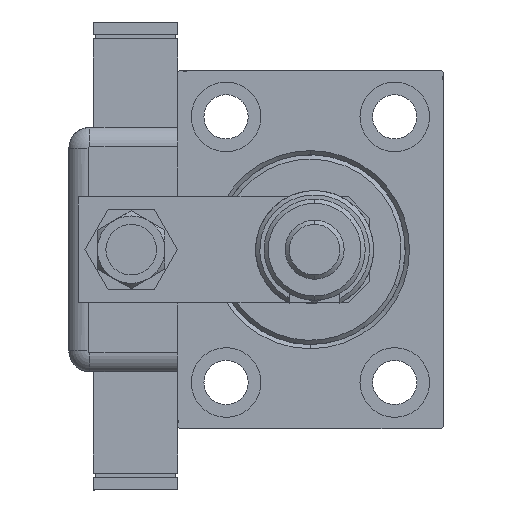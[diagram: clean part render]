
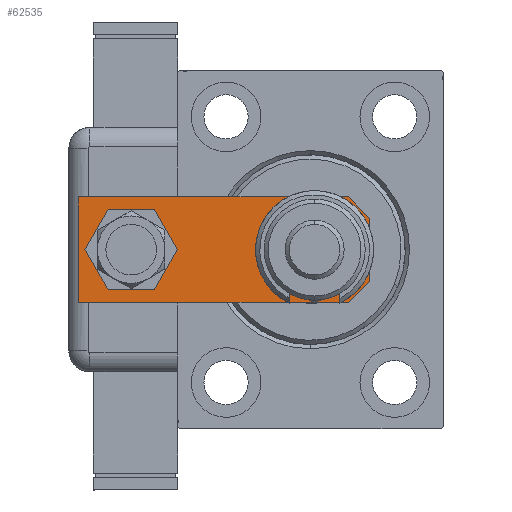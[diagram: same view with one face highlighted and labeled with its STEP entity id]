
A CAD part, left-side view. The second image highlights one B-rep face of the part: STEP entity #62535.
In plain terms, the highlighted face is planar.
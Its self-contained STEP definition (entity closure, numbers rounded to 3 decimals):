
#330 = DIRECTION ( 'NONE',  ( -1., 0., 0. ) ) ;
#457 = DIRECTION ( 'NONE',  ( 0., 0., 1. ) ) ;
#559 = VERTEX_POINT ( 'NONE', #13148 ) ;
#831 = DIRECTION ( 'NONE',  ( 0., -1., 0. ) ) ;
#1695 = VERTEX_POINT ( 'NONE', #15264 ) ;
#2377 = CIRCLE ( 'NONE', #40154, 7. ) ;
#4339 = CARTESIAN_POINT ( 'NONE',  ( 0., 13., 0. ) ) ;
#5081 = VERTEX_POINT ( 'NONE', #34045 ) ;
#5148 = EDGE_CURVE ( 'NONE', #40838, #30530, #28895, .T. ) ;
#5897 = LINE ( 'NONE', #44886, #51029 ) ;
#6403 = DIRECTION ( 'NONE',  ( 1., 0., 0. ) ) ;
#6589 = FACE_BOUND ( 'NONE', #28890, .T. ) ;
#6696 = VECTOR ( 'NONE', #330, 1000. ) ;
#6811 = EDGE_LOOP ( 'NONE', ( #26262, #16073, #29554, #45695, #48230, #18700 ) ) ;
#7031 = VECTOR ( 'NONE', #12439, 1000. ) ;
#8231 = CARTESIAN_POINT ( 'NONE',  ( 0., 13., 0. ) ) ;
#8687 = LINE ( 'NONE', #23072, #6696 ) ;
#9787 = EDGE_CURVE ( 'NONE', #35332, #5081, #35988, .T. ) ;
#11595 = AXIS2_PLACEMENT_3D ( 'NONE', #8231, #32207, #12387 ) ;
#12030 = CARTESIAN_POINT ( 'NONE',  ( 12.5, 5., 0. ) ) ;
#12284 = DIRECTION ( 'NONE',  ( -0.707, 0.707, 0. ) ) ;
#12387 = DIRECTION ( 'NONE',  ( 1., 0., 0. ) ) ;
#12439 = DIRECTION ( 'NONE',  ( 1., 0., 0. ) ) ;
#13148 = CARTESIAN_POINT ( 'NONE',  ( 7., 56.5, 0. ) ) ;
#13806 = EDGE_CURVE ( 'NONE', #26756, #1695, #48873, .T. ) ;
#14347 = AXIS2_PLACEMENT_3D ( 'NONE', #26764, #41462, #46575 ) ;
#15264 = CARTESIAN_POINT ( 'NONE',  ( 12.5, 69., 0. ) ) ;
#15920 = CARTESIAN_POINT ( 'NONE',  ( -7.5, 0., 0. ) ) ;
#16073 = ORIENTED_EDGE ( 'NONE', *, *, #52994, .T. ) ;
#18700 = ORIENTED_EDGE ( 'NONE', *, *, #42154, .T. ) ;
#19081 = VECTOR ( 'NONE', #48564, 1000. ) ;
#20337 = CARTESIAN_POINT ( 'NONE',  ( -12.5, 69., 0. ) ) ;
#20510 = CARTESIAN_POINT ( 'NONE',  ( -12.5, 69., 0. ) ) ;
#20670 = VECTOR ( 'NONE', #12284, 1000. ) ;
#21105 = CARTESIAN_POINT ( 'NONE',  ( 0., 56.5, 0. ) ) ;
#21386 = CARTESIAN_POINT ( 'NONE',  ( 7., 13., 0. ) ) ;
#21994 = EDGE_CURVE ( 'NONE', #23679, #57057, #51765, .T. ) ;
#23072 = CARTESIAN_POINT ( 'NONE',  ( 12.5, 69., 0. ) ) ;
#23679 = VERTEX_POINT ( 'NONE', #15920 ) ;
#23826 = CIRCLE ( 'NONE', #11595, 7. ) ;
#25342 = CARTESIAN_POINT ( 'NONE',  ( -7., 13., 0. ) ) ;
#26083 = PLANE ( 'NONE',  #46320 ) ;
#26262 = ORIENTED_EDGE ( 'NONE', *, *, #21994, .F. ) ;
#26756 = VERTEX_POINT ( 'NONE', #12030 ) ;
#26764 = CARTESIAN_POINT ( 'NONE',  ( 0., 56.5, 0. ) ) ;
#26987 = CARTESIAN_POINT ( 'NONE',  ( -7.5, 0., 0. ) ) ;
#28652 = EDGE_CURVE ( 'NONE', #1695, #35332, #8687, .T. ) ;
#28890 = EDGE_LOOP ( 'NONE', ( #57385, #45199 ) ) ;
#28895 = CIRCLE ( 'NONE', #62592, 7. ) ;
#29554 = ORIENTED_EDGE ( 'NONE', *, *, #9787, .F. ) ;
#30530 = VERTEX_POINT ( 'NONE', #21386 ) ;
#30561 = FACE_OUTER_BOUND ( 'NONE', #6811, .T. ) ;
#30826 = DIRECTION ( 'NONE',  ( -0.707, -0.707, 0. ) ) ;
#32207 = DIRECTION ( 'NONE',  ( 0., 0., 1. ) ) ;
#33550 = CARTESIAN_POINT ( 'NONE',  ( 12.5, 0., 0. ) ) ;
#34045 = CARTESIAN_POINT ( 'NONE',  ( -12.5, 5., 0. ) ) ;
#35332 = VERTEX_POINT ( 'NONE', #20510 ) ;
#35988 = LINE ( 'NONE', #20337, #61811 ) ;
#38528 = DIRECTION ( 'NONE',  ( 1., 0., 0. ) ) ;
#39883 = ORIENTED_EDGE ( 'NONE', *, *, #54483, .T. ) ;
#40154 = AXIS2_PLACEMENT_3D ( 'NONE', #21105, #45392, #6403 ) ;
#40838 = VERTEX_POINT ( 'NONE', #25342 ) ;
#41462 = DIRECTION ( 'NONE',  ( 0., 0., 1. ) ) ;
#41551 = CARTESIAN_POINT ( 'NONE',  ( -7., 56.5, 0. ) ) ;
#42154 = EDGE_CURVE ( 'NONE', #26756, #57057, #5897, .T. ) ;
#44228 = EDGE_CURVE ( 'NONE', #559, #47045, #48040, .T. ) ;
#44886 = CARTESIAN_POINT ( 'NONE',  ( 12.5, 5., 0. ) ) ;
#45199 = ORIENTED_EDGE ( 'NONE', *, *, #54950, .T. ) ;
#45392 = DIRECTION ( 'NONE',  ( 0., 0., 1. ) ) ;
#45578 = CARTESIAN_POINT ( 'NONE',  ( 0., 0., 0. ) ) ;
#45695 = ORIENTED_EDGE ( 'NONE', *, *, #28652, .F. ) ;
#45854 = LINE ( 'NONE', #26987, #20670 ) ;
#46320 = AXIS2_PLACEMENT_3D ( 'NONE', #45578, #60284, #55477 ) ;
#46575 = DIRECTION ( 'NONE',  ( 1., 0., 0. ) ) ;
#47045 = VERTEX_POINT ( 'NONE', #41551 ) ;
#48040 = CIRCLE ( 'NONE', #14347, 7. ) ;
#48230 = ORIENTED_EDGE ( 'NONE', *, *, #13806, .F. ) ;
#48564 = DIRECTION ( 'NONE',  ( 0., 1., 0. ) ) ;
#48808 = CARTESIAN_POINT ( 'NONE',  ( 7.5, 0., 0. ) ) ;
#48873 = LINE ( 'NONE', #33550, #19081 ) ;
#50056 = FACE_BOUND ( 'NONE', #58530, .T. ) ;
#51029 = VECTOR ( 'NONE', #30826, 1000. ) ;
#51765 = LINE ( 'NONE', #61679, #7031 ) ;
#52994 = EDGE_CURVE ( 'NONE', #23679, #5081, #45854, .T. ) ;
#53801 = ORIENTED_EDGE ( 'NONE', *, *, #44228, .T. ) ;
#54483 = EDGE_CURVE ( 'NONE', #47045, #559, #2377, .T. ) ;
#54950 = EDGE_CURVE ( 'NONE', #30530, #40838, #23826, .T. ) ;
#55477 = DIRECTION ( 'NONE',  ( 1., 0., 0. ) ) ;
#57057 = VERTEX_POINT ( 'NONE', #48808 ) ;
#57385 = ORIENTED_EDGE ( 'NONE', *, *, #5148, .T. ) ;
#58530 = EDGE_LOOP ( 'NONE', ( #39883, #53801 ) ) ;
#60284 = DIRECTION ( 'NONE',  ( 0., 0., 1. ) ) ;
#61679 = CARTESIAN_POINT ( 'NONE',  ( -12.5, 0., 0. ) ) ;
#61811 = VECTOR ( 'NONE', #831, 1000. ) ;
#62535 = ADVANCED_FACE ( 'NONE', ( #30561, #50056, #6589 ), #26083, .F. ) ;
#62592 = AXIS2_PLACEMENT_3D ( 'NONE', #4339, #457, #38528 ) ;
